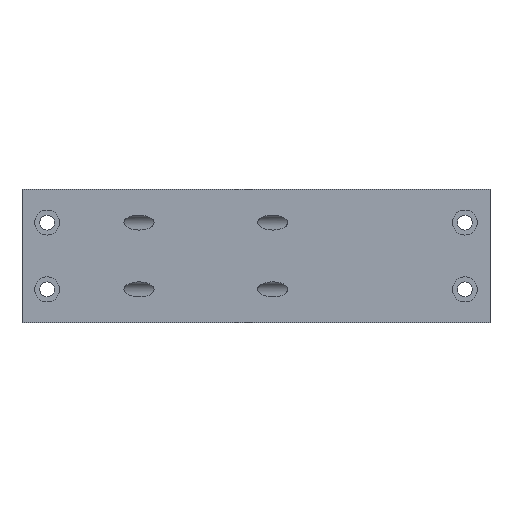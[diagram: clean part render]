
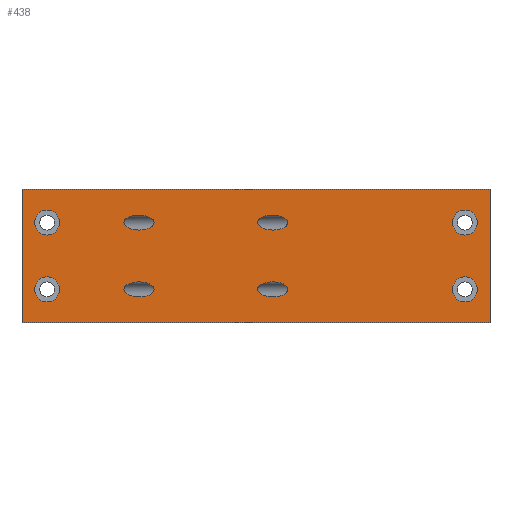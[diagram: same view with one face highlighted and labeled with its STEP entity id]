
A CAD part, top view. The second image highlights one B-rep face of the part: STEP entity #438.
In plain terms, the highlighted planar face has unit normal (0, 0, 1).
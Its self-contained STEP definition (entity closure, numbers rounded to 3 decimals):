
#16=ELLIPSE('',#452,9.,4.5);
#18=ELLIPSE('',#459,9.,4.5);
#20=ELLIPSE('',#466,9.,4.5);
#22=ELLIPSE('',#473,9.,4.5);
#63=FACE_BOUND('',#183,.T.);
#64=FACE_BOUND('',#184,.T.);
#65=FACE_BOUND('',#185,.T.);
#66=FACE_BOUND('',#186,.T.);
#67=FACE_BOUND('',#187,.T.);
#68=FACE_BOUND('',#188,.T.);
#69=FACE_BOUND('',#189,.T.);
#70=FACE_BOUND('',#190,.T.);
#89=CIRCLE('',#478,7.5);
#93=CIRCLE('',#485,7.5);
#97=CIRCLE('',#492,7.5);
#101=CIRCLE('',#499,7.5);
#128=FACE_OUTER_BOUND('',#182,.T.);
#182=EDGE_LOOP('',(#363,#364,#365,#366));
#183=EDGE_LOOP('',(#367));
#184=EDGE_LOOP('',(#368));
#185=EDGE_LOOP('',(#369));
#186=EDGE_LOOP('',(#370));
#187=EDGE_LOOP('',(#371));
#188=EDGE_LOOP('',(#372));
#189=EDGE_LOOP('',(#373));
#190=EDGE_LOOP('',(#374));
#205=LINE('',#653,#217);
#207=LINE('',#745,#219);
#208=LINE('',#747,#220);
#209=LINE('',#748,#221);
#217=VECTOR('',#513,280.);
#219=VECTOR('',#629,80.);
#220=VECTOR('',#630,80.);
#221=VECTOR('',#631,280.);
#229=VERTEX_POINT('',#650);
#230=VERTEX_POINT('',#652);
#234=VERTEX_POINT('',#664);
#238=VERTEX_POINT('',#675);
#242=VERTEX_POINT('',#686);
#246=VERTEX_POINT('',#697);
#249=VERTEX_POINT('',#705);
#253=VERTEX_POINT('',#716);
#257=VERTEX_POINT('',#727);
#261=VERTEX_POINT('',#738);
#263=VERTEX_POINT('',#744);
#264=VERTEX_POINT('',#746);
#269=EDGE_CURVE('',#229,#230,#205,.T.);
#274=EDGE_CURVE('',#234,#234,#16,.T.);
#278=EDGE_CURVE('',#238,#238,#18,.T.);
#282=EDGE_CURVE('',#242,#242,#20,.T.);
#286=EDGE_CURVE('',#246,#246,#22,.T.);
#289=EDGE_CURVE('',#249,#249,#89,.T.);
#293=EDGE_CURVE('',#253,#253,#93,.T.);
#297=EDGE_CURVE('',#257,#257,#97,.T.);
#301=EDGE_CURVE('',#261,#261,#101,.T.);
#303=EDGE_CURVE('',#230,#263,#207,.T.);
#304=EDGE_CURVE('',#264,#229,#208,.T.);
#305=EDGE_CURVE('',#263,#264,#209,.T.);
#363=ORIENTED_EDGE('',*,*,#303,.F.);
#364=ORIENTED_EDGE('',*,*,#269,.F.);
#365=ORIENTED_EDGE('',*,*,#304,.F.);
#366=ORIENTED_EDGE('',*,*,#305,.F.);
#367=ORIENTED_EDGE('',*,*,#274,.T.);
#368=ORIENTED_EDGE('',*,*,#278,.T.);
#369=ORIENTED_EDGE('',*,*,#282,.T.);
#370=ORIENTED_EDGE('',*,*,#286,.T.);
#371=ORIENTED_EDGE('',*,*,#289,.T.);
#372=ORIENTED_EDGE('',*,*,#293,.T.);
#373=ORIENTED_EDGE('',*,*,#297,.T.);
#374=ORIENTED_EDGE('',*,*,#301,.T.);
#408=PLANE('',#502);
#438=ADVANCED_FACE('',(#128,#63,#64,#65,#66,#67,#68,#69,#70),#408,.T.);
#452=AXIS2_PLACEMENT_3D('',#665,#527,#528);
#459=AXIS2_PLACEMENT_3D('',#676,#541,#542);
#466=AXIS2_PLACEMENT_3D('',#687,#555,#556);
#473=AXIS2_PLACEMENT_3D('',#698,#569,#570);
#478=AXIS2_PLACEMENT_3D('',#706,#579,#580);
#485=AXIS2_PLACEMENT_3D('',#717,#593,#594);
#492=AXIS2_PLACEMENT_3D('',#728,#607,#608);
#499=AXIS2_PLACEMENT_3D('',#739,#621,#622);
#502=AXIS2_PLACEMENT_3D('',#743,#627,#628);
#513=DIRECTION('',(-1.,0.,0.));
#527=DIRECTION('center_axis',(0.,0.,-1.));
#528=DIRECTION('ref_axis',(-1.,0.,0.));
#541=DIRECTION('center_axis',(0.,0.,-1.));
#542=DIRECTION('ref_axis',(-1.,0.,0.));
#555=DIRECTION('center_axis',(0.,0.,-1.));
#556=DIRECTION('ref_axis',(-1.,0.,0.));
#569=DIRECTION('center_axis',(0.,0.,-1.));
#570=DIRECTION('ref_axis',(-1.,0.,0.));
#579=DIRECTION('center_axis',(0.,0.,-1.));
#580=DIRECTION('ref_axis',(1.,0.,0.));
#593=DIRECTION('center_axis',(0.,0.,-1.));
#594=DIRECTION('ref_axis',(1.,0.,0.));
#607=DIRECTION('center_axis',(0.,0.,-1.));
#608=DIRECTION('ref_axis',(1.,0.,0.));
#621=DIRECTION('center_axis',(0.,0.,-1.));
#622=DIRECTION('ref_axis',(1.,0.,0.));
#627=DIRECTION('center_axis',(0.,0.,1.));
#628=DIRECTION('ref_axis',(1.,0.,0.));
#629=DIRECTION('',(0.,1.,0.));
#630=DIRECTION('',(0.,-1.,0.));
#631=DIRECTION('',(1.,0.,0.));
#650=CARTESIAN_POINT('',(140.,-40.,10.));
#652=CARTESIAN_POINT('',(-140.,-40.,10.));
#653=CARTESIAN_POINT('',(140.,-40.,10.));
#664=CARTESIAN_POINT('',(19.001,-20.,10.));
#665=CARTESIAN_POINT('Origin',(10.001,-20.,10.));
#675=CARTESIAN_POINT('',(-60.999,-20.,10.));
#676=CARTESIAN_POINT('Origin',(-69.999,-20.,10.));
#686=CARTESIAN_POINT('',(19.001,20.,10.));
#687=CARTESIAN_POINT('Origin',(10.001,20.,10.));
#697=CARTESIAN_POINT('',(-60.999,20.,10.));
#698=CARTESIAN_POINT('Origin',(-69.999,20.,10.));
#705=CARTESIAN_POINT('',(132.5,-20.,10.));
#706=CARTESIAN_POINT('Origin',(125.,-20.,10.));
#716=CARTESIAN_POINT('',(-117.5,-20.,10.));
#717=CARTESIAN_POINT('Origin',(-125.,-20.,10.));
#727=CARTESIAN_POINT('',(-117.5,20.,10.));
#728=CARTESIAN_POINT('Origin',(-125.,20.,10.));
#738=CARTESIAN_POINT('',(132.5,20.,10.));
#739=CARTESIAN_POINT('Origin',(125.,20.,10.));
#743=CARTESIAN_POINT('Origin',(0.,0.,
10.));
#744=CARTESIAN_POINT('',(-140.,40.,10.));
#745=CARTESIAN_POINT('',(-140.,-40.,10.));
#746=CARTESIAN_POINT('',(140.,40.,10.));
#747=CARTESIAN_POINT('',(140.,40.,10.));
#748=CARTESIAN_POINT('',(-140.,40.,10.));
